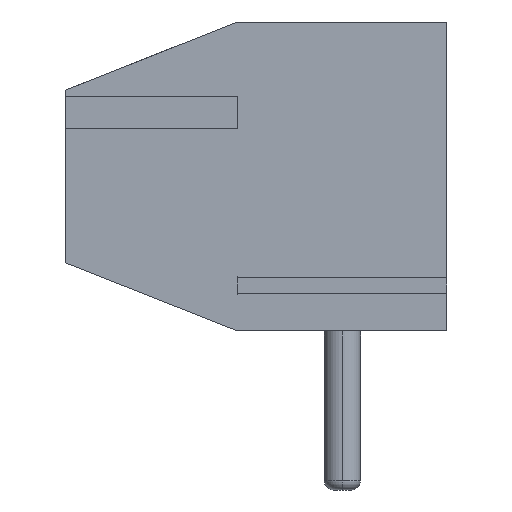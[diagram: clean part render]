
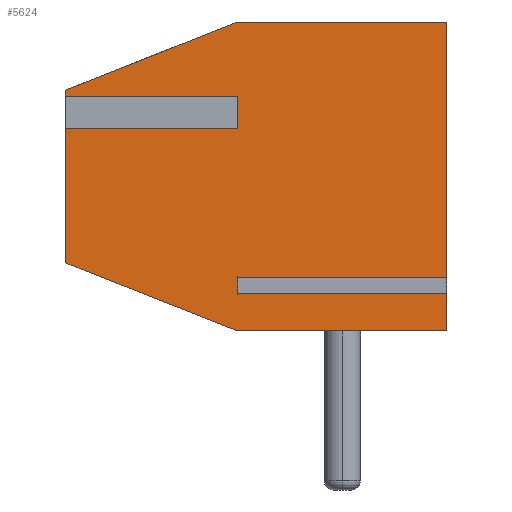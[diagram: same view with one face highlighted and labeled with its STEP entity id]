
A CAD part, left-side view. The second image highlights one B-rep face of the part: STEP entity #5624.
In plain terms, the highlighted planar face has unit normal (-1, 0, 0).
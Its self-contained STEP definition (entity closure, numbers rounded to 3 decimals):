
#41 = VERTEX_POINT ( 'NONE', #31997 ) ;
#261 = DIRECTION ( 'NONE',  ( 0., -0.93, 0.367 ) ) ;
#441 = VERTEX_POINT ( 'NONE', #986 ) ;
#986 = CARTESIAN_POINT ( 'NONE',  ( 0., 4.6, 0.832 ) ) ;
#1228 = DIRECTION ( 'NONE',  ( 0., -1., 0. ) ) ;
#1579 = CARTESIAN_POINT ( 'NONE',  ( 0., 8.4, 4.632 ) ) ;
#2043 = CARTESIAN_POINT ( 'NONE',  ( 0., 0., 0. ) ) ;
#2133 = VECTOR ( 'NONE', #23750, 1000. ) ;
#2140 = VECTOR ( 'NONE', #31537, 1000. ) ;
#2953 = LINE ( 'NONE', #3147, #12176 ) ;
#3031 = CARTESIAN_POINT ( 'NONE',  ( 0., 8.4, 0. ) ) ;
#3147 = CARTESIAN_POINT ( 'NONE',  ( 0., 8.4, 5.3 ) ) ;
#3392 = VECTOR ( 'NONE', #19186, 1000. ) ;
#3551 = VECTOR ( 'NONE', #10517, 1000. ) ;
#3687 = CARTESIAN_POINT ( 'NONE',  ( 0., 0., 0.832 ) ) ;
#3871 = CARTESIAN_POINT ( 'NONE',  ( 0., 4.6, 1.168 ) ) ;
#5039 = LINE ( 'NONE', #31359, #27783 ) ;
#5433 = ORIENTED_EDGE ( 'NONE', *, *, #18758, .T. ) ;
#5624 = ADVANCED_FACE ( 'NONE', ( #23613 ), #9254, .F. ) ;
#5644 = VERTEX_POINT ( 'NONE', #26918 ) ;
#5964 = ORIENTED_EDGE ( 'NONE', *, *, #31358, .F. ) ;
#5983 = DIRECTION ( 'NONE',  ( 0., 0., 1. ) ) ;
#6571 = EDGE_LOOP ( 'NONE', ( #14966, #29688, #14311, #5964, #22995, #12103, #5433, #18553, #25081, #11477, #13465, #34884, #21348, #8772 ) ) ;
#6589 = EDGE_CURVE ( 'NONE', #12845, #36782, #17399, .T. ) ;
#7928 = LINE ( 'NONE', #34480, #2140 ) ;
#8772 = ORIENTED_EDGE ( 'NONE', *, *, #28785, .T. ) ;
#8906 = EDGE_CURVE ( 'NONE', #24597, #26727, #29543, .T. ) ;
#9040 = LINE ( 'NONE', #24367, #12354 ) ;
#9254 = PLANE ( 'NONE',  #33148 ) ;
#9841 = VERTEX_POINT ( 'NONE', #20160 ) ;
#9904 = EDGE_CURVE ( 'NONE', #10218, #33033, #24708, .T. ) ;
#10218 = VERTEX_POINT ( 'NONE', #13242 ) ;
#10237 = LINE ( 'NONE', #33547, #3392 ) ;
#10517 = DIRECTION ( 'NONE',  ( 0., 0., 1. ) ) ;
#10862 = CARTESIAN_POINT ( 'NONE',  ( 0., 4.6, 4.632 ) ) ;
#11081 = LINE ( 'NONE', #23528, #15413 ) ;
#11477 = ORIENTED_EDGE ( 'NONE', *, *, #19845, .F. ) ;
#12103 = ORIENTED_EDGE ( 'NONE', *, *, #30176, .T. ) ;
#12176 = VECTOR ( 'NONE', #261, 1000. ) ;
#12354 = VECTOR ( 'NONE', #5983, 1000. ) ;
#12458 = CARTESIAN_POINT ( 'NONE',  ( 0., 0., 6.8 ) ) ;
#12794 = VECTOR ( 'NONE', #20587, 1000. ) ;
#12845 = VERTEX_POINT ( 'NONE', #1579 ) ;
#12888 = VERTEX_POINT ( 'NONE', #23065 ) ;
#13242 = CARTESIAN_POINT ( 'NONE',  ( 0., 0., 1.168 ) ) ;
#13465 = ORIENTED_EDGE ( 'NONE', *, *, #8906, .T. ) ;
#14311 = ORIENTED_EDGE ( 'NONE', *, *, #14576, .F. ) ;
#14576 = EDGE_CURVE ( 'NONE', #35451, #33033, #18914, .T. ) ;
#14966 = ORIENTED_EDGE ( 'NONE', *, *, #34539, .T. ) ;
#15413 = VECTOR ( 'NONE', #16927, 1000. ) ;
#15834 = CARTESIAN_POINT ( 'NONE',  ( 0., 8.4, 6.8 ) ) ;
#16290 = VERTEX_POINT ( 'NONE', #3871 ) ;
#16671 = VERTEX_POINT ( 'NONE', #3687 ) ;
#16832 = CARTESIAN_POINT ( 'NONE',  ( 0., 0., 6.8 ) ) ;
#16927 = DIRECTION ( 'NONE',  ( 0., -1., 0. ) ) ;
#17399 = LINE ( 'NONE', #25551, #33112 ) ;
#17992 = DIRECTION ( 'NONE',  ( 1., 0., 0. ) ) ;
#18519 = DIRECTION ( 'NONE',  ( 0., 0., 1. ) ) ;
#18553 = ORIENTED_EDGE ( 'NONE', *, *, #6589, .F. ) ;
#18758 = EDGE_CURVE ( 'NONE', #41, #36782, #20006, .T. ) ;
#18914 = LINE ( 'NONE', #15834, #36524 ) ;
#19186 = DIRECTION ( 'NONE',  ( 0., -1., 0. ) ) ;
#19412 = LINE ( 'NONE', #31227, #25602 ) ;
#19845 = EDGE_CURVE ( 'NONE', #24597, #12888, #5039, .T. ) ;
#20006 = LINE ( 'NONE', #31792, #12794 ) ;
#20160 = CARTESIAN_POINT ( 'NONE',  ( 0., 8.4, 5.3 ) ) ;
#20587 = DIRECTION ( 'NONE',  ( 0., 0., -1. ) ) ;
#20923 = DIRECTION ( 'NONE',  ( 0., 0., -1. ) ) ;
#21348 = ORIENTED_EDGE ( 'NONE', *, *, #35777, .F. ) ;
#21767 = EDGE_CURVE ( 'NONE', #12888, #12845, #9040, .T. ) ;
#22995 = ORIENTED_EDGE ( 'NONE', *, *, #23558, .F. ) ;
#23065 = CARTESIAN_POINT ( 'NONE',  ( 0., 8.4, 1.5 ) ) ;
#23528 = CARTESIAN_POINT ( 'NONE',  ( 0., 8.4, 4.968 ) ) ;
#23558 = EDGE_CURVE ( 'NONE', #5644, #9841, #25667, .T. ) ;
#23613 = FACE_OUTER_BOUND ( 'NONE', #6571, .T. ) ;
#23750 = DIRECTION ( 'NONE',  ( 0., -1., 0. ) ) ;
#23807 = CARTESIAN_POINT ( 'NONE',  ( 0., 8.4, 6.8 ) ) ;
#24367 = CARTESIAN_POINT ( 'NONE',  ( 0., 8.4, 6.8 ) ) ;
#24597 = VERTEX_POINT ( 'NONE', #27549 ) ;
#24708 = LINE ( 'NONE', #12458, #33008 ) ;
#24939 = DIRECTION ( 'NONE',  ( 0., -1., 0. ) ) ;
#25081 = ORIENTED_EDGE ( 'NONE', *, *, #21767, .F. ) ;
#25551 = CARTESIAN_POINT ( 'NONE',  ( 0., 8.4, 4.632 ) ) ;
#25560 = LINE ( 'NONE', #16832, #36235 ) ;
#25602 = VECTOR ( 'NONE', #1228, 1000. ) ;
#25667 = LINE ( 'NONE', #37102, #3551 ) ;
#26727 = VERTEX_POINT ( 'NONE', #2043 ) ;
#26918 = CARTESIAN_POINT ( 'NONE',  ( 0., 8.4, 4.968 ) ) ;
#27549 = CARTESIAN_POINT ( 'NONE',  ( 0., 4.6, 0. ) ) ;
#27783 = VECTOR ( 'NONE', #37583, 1000. ) ;
#28785 = EDGE_CURVE ( 'NONE', #441, #16290, #7928, .T. ) ;
#29296 = EDGE_CURVE ( 'NONE', #26727, #16671, #25560, .T. ) ;
#29543 = LINE ( 'NONE', #3031, #2133 ) ;
#29688 = ORIENTED_EDGE ( 'NONE', *, *, #9904, .T. ) ;
#30176 = EDGE_CURVE ( 'NONE', #5644, #41, #11081, .T. ) ;
#30413 = CARTESIAN_POINT ( 'NONE',  ( 0., 0., 6.8 ) ) ;
#30962 = DIRECTION ( 'NONE',  ( 0., 0., 1. ) ) ;
#31227 = CARTESIAN_POINT ( 'NONE',  ( 0., 4.6, 0.832 ) ) ;
#31358 = EDGE_CURVE ( 'NONE', #9841, #35451, #2953, .T. ) ;
#31359 = CARTESIAN_POINT ( 'NONE',  ( 0., 8.4, 1.5 ) ) ;
#31537 = DIRECTION ( 'NONE',  ( 0., 0., 1. ) ) ;
#31792 = CARTESIAN_POINT ( 'NONE',  ( 0., 4.6, 4.968 ) ) ;
#31997 = CARTESIAN_POINT ( 'NONE',  ( 0., 4.6, 4.968 ) ) ;
#32293 = DIRECTION ( 'NONE',  ( 0., -1., 0. ) ) ;
#33008 = VECTOR ( 'NONE', #18519, 1000. ) ;
#33033 = VERTEX_POINT ( 'NONE', #30413 ) ;
#33112 = VECTOR ( 'NONE', #32293, 1000. ) ;
#33148 = AXIS2_PLACEMENT_3D ( 'NONE', #23807, #17992, #20923 ) ;
#33547 = CARTESIAN_POINT ( 'NONE',  ( 0., 4.6, 1.168 ) ) ;
#34480 = CARTESIAN_POINT ( 'NONE',  ( 0., 4.6, 0.832 ) ) ;
#34539 = EDGE_CURVE ( 'NONE', #16290, #10218, #10237, .T. ) ;
#34884 = ORIENTED_EDGE ( 'NONE', *, *, #29296, .T. ) ;
#35451 = VERTEX_POINT ( 'NONE', #36724 ) ;
#35777 = EDGE_CURVE ( 'NONE', #441, #16671, #19412, .T. ) ;
#36235 = VECTOR ( 'NONE', #30962, 1000. ) ;
#36524 = VECTOR ( 'NONE', #24939, 1000. ) ;
#36724 = CARTESIAN_POINT ( 'NONE',  ( 0., 4.6, 6.8 ) ) ;
#36782 = VERTEX_POINT ( 'NONE', #10862 ) ;
#37102 = CARTESIAN_POINT ( 'NONE',  ( 0., 8.4, 6.8 ) ) ;
#37583 = DIRECTION ( 'NONE',  ( 0., 0.93, 0.367 ) ) ;
